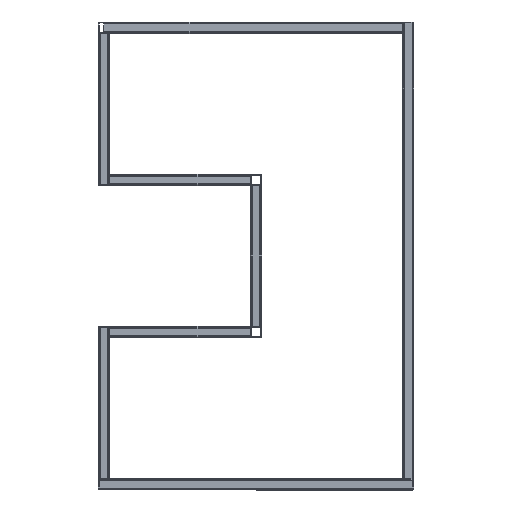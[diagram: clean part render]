
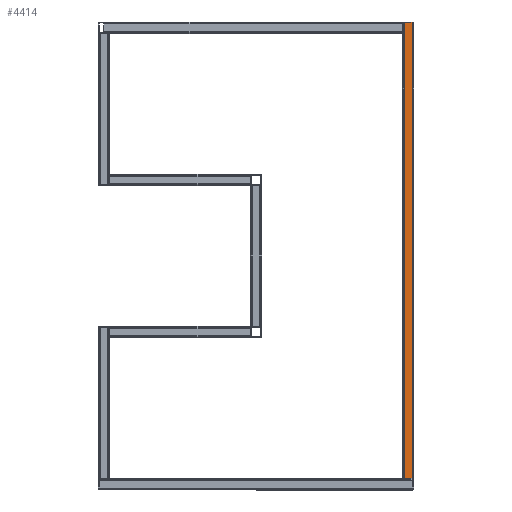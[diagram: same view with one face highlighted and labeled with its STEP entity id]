
A CAD part, left-side view. The second image highlights one B-rep face of the part: STEP entity #4414.
In plain terms, the highlighted planar face has unit normal (-1, 0, 0).
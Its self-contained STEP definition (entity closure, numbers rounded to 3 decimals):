
#130 = DIRECTION ( 'NONE',  ( 0., 1., 0. ) ) ;
#767 = CARTESIAN_POINT ( 'NONE',  ( -3038.1, 25.4, 38.1 ) ) ;
#2346 = VECTOR ( 'NONE', #4036, 1000. ) ;
#2774 = EDGE_CURVE ( 'NONE', #10492, #6773, #13593, .T. ) ;
#2967 = ORIENTED_EDGE ( 'NONE', *, *, #9338, .T. ) ;
#3122 = CARTESIAN_POINT ( 'NONE',  ( -3038.1, -25.4, -2961.9 ) ) ;
#3864 = VERTEX_POINT ( 'NONE', #767 ) ;
#4036 = DIRECTION ( 'NONE',  ( 0., 0., 1. ) ) ;
#4414 = ADVANCED_FACE ( 'NONE', ( #11631 ), #9575, .F. ) ;
#4934 = DIRECTION ( 'NONE',  ( 0., 0., 1. ) ) ;
#5025 = VECTOR ( 'NONE', #4934, 1000. ) ;
#5075 = CARTESIAN_POINT ( 'NONE',  ( -3038.1, 25.4, -3000. ) ) ;
#5078 = CARTESIAN_POINT ( 'NONE',  ( -3038.1, -25.4, -3000. ) ) ;
#6037 = LINE ( 'NONE', #5078, #5025 ) ;
#6773 = VERTEX_POINT ( 'NONE', #9774 ) ;
#6811 = EDGE_LOOP ( 'NONE', ( #9036, #2967, #9318, #7020 ) ) ;
#6843 = VECTOR ( 'NONE', #12008, 1000. ) ;
#6913 = CARTESIAN_POINT ( 'NONE',  ( -3038.1, -25.4, 38.1 ) ) ;
#7020 = ORIENTED_EDGE ( 'NONE', *, *, #8096, .F. ) ;
#8096 = EDGE_CURVE ( 'NONE', #6773, #3864, #12238, .T. ) ;
#9036 = ORIENTED_EDGE ( 'NONE', *, *, #2774, .F. ) ;
#9318 = ORIENTED_EDGE ( 'NONE', *, *, #11650, .F. ) ;
#9338 = EDGE_CURVE ( 'NONE', #10492, #12859, #6037, .T. ) ;
#9507 = AXIS2_PLACEMENT_3D ( 'NONE', #11765, #12741, #9710 ) ;
#9575 = PLANE ( 'NONE',  #9507 ) ;
#9710 = DIRECTION ( 'NONE',  ( 0., 1., 0. ) ) ;
#9774 = CARTESIAN_POINT ( 'NONE',  ( -3038.1, 25.4, -2961.9 ) ) ;
#10492 = VERTEX_POINT ( 'NONE', #3122 ) ;
#10976 = LINE ( 'NONE', #13123, #6843 ) ;
#11631 = FACE_OUTER_BOUND ( 'NONE', #6811, .T. ) ;
#11644 = CARTESIAN_POINT ( 'NONE',  ( -3038.1, 25.4, -2961.9 ) ) ;
#11650 = EDGE_CURVE ( 'NONE', #3864, #12859, #10976, .T. ) ;
#11765 = CARTESIAN_POINT ( 'NONE',  ( -3038.1, 25.4, -3000. ) ) ;
#12008 = DIRECTION ( 'NONE',  ( 0., -1., 0. ) ) ;
#12238 = LINE ( 'NONE', #5075, #2346 ) ;
#12741 = DIRECTION ( 'NONE',  ( 1., 0., 0. ) ) ;
#12859 = VERTEX_POINT ( 'NONE', #6913 ) ;
#13123 = CARTESIAN_POINT ( 'NONE',  ( -3038.1, 25.4, 38.1 ) ) ;
#13217 = VECTOR ( 'NONE', #130, 1000. ) ;
#13593 = LINE ( 'NONE', #11644, #13217 ) ;
